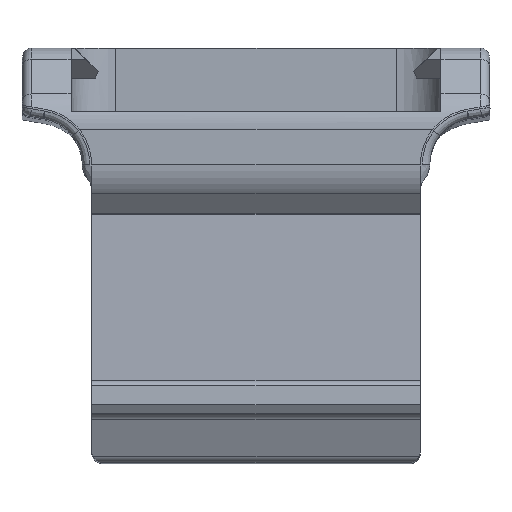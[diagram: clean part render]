
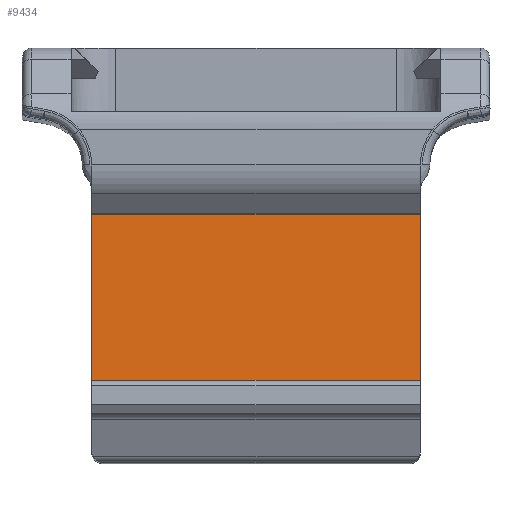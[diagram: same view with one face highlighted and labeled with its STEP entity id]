
A CAD part, front view. The second image highlights one B-rep face of the part: STEP entity #9434.
In plain terms, the highlighted planar face has unit normal (0, -0.999, 0.037).
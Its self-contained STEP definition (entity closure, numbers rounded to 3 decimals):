
#202=PLANE('',#9769);
#738=LINE('',#21532,#1307);
#746=LINE('',#21558,#1315);
#768=LINE('',#21758,#1337);
#773=LINE('',#21792,#1342);
#1307=VECTOR('',#10807,10.);
#1315=VECTOR('',#10837,10.);
#1337=VECTOR('',#10925,10.);
#1342=VECTOR('',#10976,10.);
#2323=FACE_OUTER_BOUND('',#2866,.T.);
#2866=EDGE_LOOP('',(#8850,#8851,#8852,#8853));
#4505=VERTEX_POINT('',#21529);
#4506=VERTEX_POINT('',#21531);
#4512=VERTEX_POINT('',#21554);
#4529=VERTEX_POINT('',#21757);
#5910=EDGE_CURVE('',#4506,#4505,#738,.T.);
#5924=EDGE_CURVE('',#4506,#4512,#746,.T.);
#5963=EDGE_CURVE('',#4529,#4512,#768,.T.);
#5979=EDGE_CURVE('',#4529,#4505,#773,.T.);
#8850=ORIENTED_EDGE('',*,*,#5924,.F.);
#8851=ORIENTED_EDGE('',*,*,#5910,.T.);
#8852=ORIENTED_EDGE('',*,*,#5979,.F.);
#8853=ORIENTED_EDGE('',*,*,#5963,.T.);
#9434=ADVANCED_FACE('',(#2323),#202,.T.);
#9769=AXIS2_PLACEMENT_3D('',#21793,#10977,#10978);
#10807=DIRECTION('',(0.,0.037,0.999));
#10837=DIRECTION('',(-1.,0.,0.));
#10925=DIRECTION('',(0.,-0.037,-0.999));
#10976=DIRECTION('',(1.,0.,0.));
#10977=DIRECTION('center_axis',(0.,-0.999,0.037));
#10978=DIRECTION('ref_axis',(0.,-0.037,-0.999));
#21529=CARTESIAN_POINT('',(21.3,23.362,24.084));
#21531=CARTESIAN_POINT('',(21.3,22.981,13.701));
#21532=CARTESIAN_POINT('',(21.3,23.37,24.296));
#21554=CARTESIAN_POINT('',(3.7,22.981,13.701));
#21558=CARTESIAN_POINT('',(0.,22.981,13.701));
#21757=CARTESIAN_POINT('',(3.7,23.362,24.084));
#21758=CARTESIAN_POINT('',(3.7,23.017,14.677));
#21792=CARTESIAN_POINT('',(0.,23.362,24.084));
#21793=CARTESIAN_POINT('Origin',(0.,23.362,24.084));
